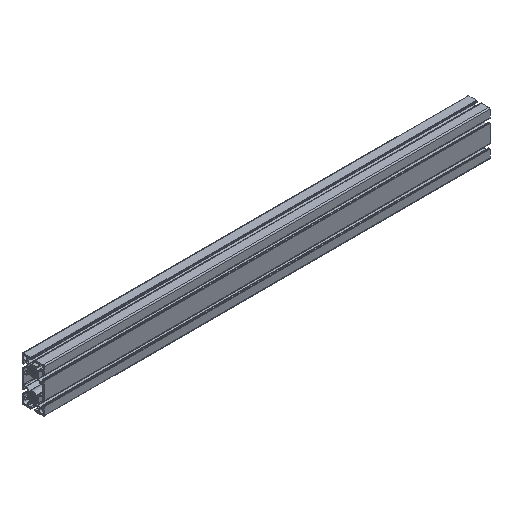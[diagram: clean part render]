
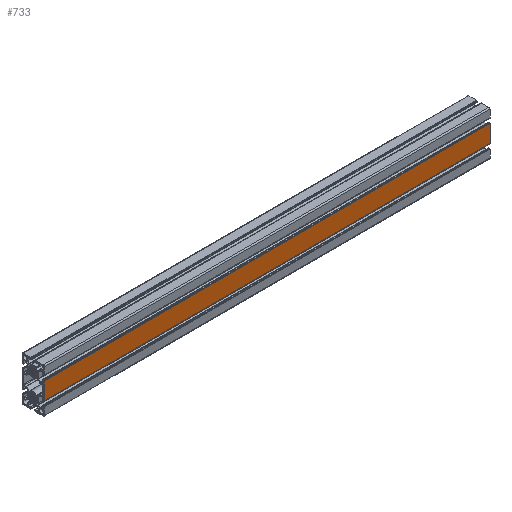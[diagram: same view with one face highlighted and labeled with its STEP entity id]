
A CAD part, isometric view. The second image highlights one B-rep face of the part: STEP entity #733.
In plain terms, the highlighted planar face has unit normal (0, -1, 0).
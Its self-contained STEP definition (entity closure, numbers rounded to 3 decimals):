
#733=ADVANCED_FACE('',(#3860),#3862,.T.);
#3860=FACE_BOUND('',#3861,.T.);
#3861=EDGE_LOOP('',(#6872,#6873,#6874,#6875));
#3862=PLANE('',#3863);
#3863=AXIS2_PLACEMENT_3D('',#3864,#3865,#3866);
#3864=CARTESIAN_POINT('',(-500.,-25.,19.9));
#3865=DIRECTION('',(0.,-1.,0.));
#3866=DIRECTION('',(0.,0.,-1.));
#6872=ORIENTED_EDGE('',*,*,#8848,.T.);
#6873=ORIENTED_EDGE('',*,*,#8100,.F.);
#6874=ORIENTED_EDGE('',*,*,#8849,.F.);
#6875=ORIENTED_EDGE('',*,*,#8522,.T.);
#8100=EDGE_CURVE('',#9260,#9262,#9263,.T.);
#8522=EDGE_CURVE('',#10098,#10096,#10099,.T.);
#8848=EDGE_CURVE('',#10096,#9262,#10643,.T.);
#8849=EDGE_CURVE('',#10098,#9260,#10644,.T.);
#9260=VERTEX_POINT('',#11262);
#9262=VERTEX_POINT('',#11267);
#9263=LINE('',#11268,#11269);
#10096=VERTEX_POINT('',#13183);
#10098=VERTEX_POINT('',#13188);
#10099=LINE('',#13189,#13190);
#10643=LINE('',#14528,#14529);
#10644=LINE('',#14531,#14532);
#11262=CARTESIAN_POINT('',(500.,-25.,19.7));
#11267=CARTESIAN_POINT('',(500.,-25.,-19.7));
#11268=CARTESIAN_POINT('',(500.,-25.,19.7));
#11269=VECTOR('',#11270,1.);
#11270=DIRECTION('',(0.,0.,-1.));
#13183=CARTESIAN_POINT('',(-500.,-25.,-19.7));
#13188=CARTESIAN_POINT('',(-500.,-25.,19.7));
#13189=CARTESIAN_POINT('',(-500.,-25.,19.7));
#13190=VECTOR('',#13191,1.);
#13191=DIRECTION('',(0.,0.,-1.));
#14528=CARTESIAN_POINT('',(-500.,-25.,-19.7));
#14529=VECTOR('',#14530,1.);
#14530=DIRECTION('',(1.,0.,0.));
#14531=CARTESIAN_POINT('',(-500.,-25.,19.7));
#14532=VECTOR('',#14533,1.);
#14533=DIRECTION('',(1.,0.,0.));
